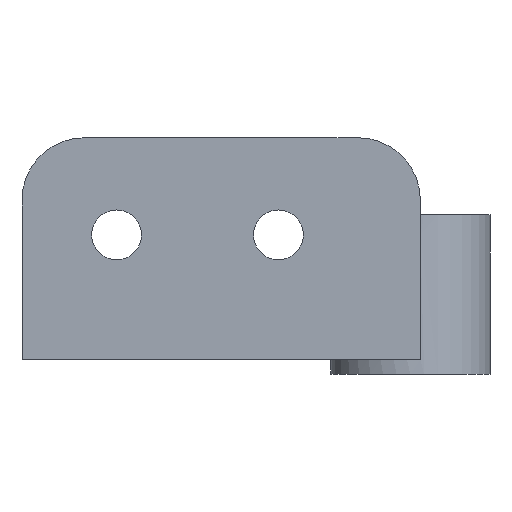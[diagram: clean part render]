
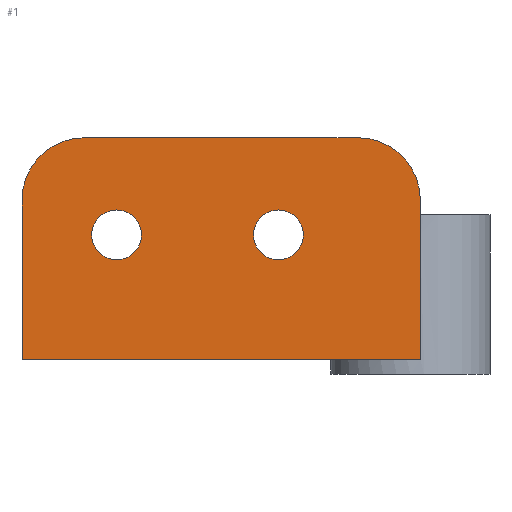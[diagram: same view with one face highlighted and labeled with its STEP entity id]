
A CAD part, front view. The second image highlights one B-rep face of the part: STEP entity #1.
In plain terms, the highlighted planar face has unit normal (0, -1, 0).
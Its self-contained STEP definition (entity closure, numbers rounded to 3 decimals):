
#1 = ADVANCED_FACE ( 'NONE', ( #465, #33, #106 ), #803, .T. ) ;
#2 = ORIENTED_EDGE ( 'NONE', *, *, #583, .T. ) ;
#21 = ORIENTED_EDGE ( 'NONE', *, *, #108, .T. ) ;
#22 = VECTOR ( 'NONE', #654, 1000. ) ;
#24 = ORIENTED_EDGE ( 'NONE', *, *, #636, .F. ) ;
#32 = CARTESIAN_POINT ( 'NONE',  ( 103., 0., -39. ) ) ;
#33 = FACE_OUTER_BOUND ( 'NONE', #608, .T. ) ;
#42 = CIRCLE ( 'NONE', #309, 10. ) ;
#44 = VERTEX_POINT ( 'NONE', #614 ) ;
#65 = DIRECTION ( 'NONE',  ( 0., -1., 0. ) ) ;
#71 = ORIENTED_EDGE ( 'NONE', *, *, #559, .T. ) ;
#72 = CARTESIAN_POINT ( 'NONE',  ( 103., 0., -49. ) ) ;
#74 = CARTESIAN_POINT ( 'NONE',  ( 160., 0., -25. ) ) ;
#81 = ORIENTED_EDGE ( 'NONE', *, *, #222, .T. ) ;
#83 = DIRECTION ( 'NONE',  ( 0., 0., 1. ) ) ;
#87 = VERTEX_POINT ( 'NONE', #72 ) ;
#89 = DIRECTION ( 'NONE',  ( 0., 1., 0. ) ) ;
#93 = CARTESIAN_POINT ( 'NONE',  ( 25., 0., -25. ) ) ;
#106 = FACE_BOUND ( 'NONE', #828, .T. ) ;
#108 = EDGE_CURVE ( 'NONE', #365, #451, #766, .T. ) ;
#111 = VERTEX_POINT ( 'NONE', #74 ) ;
#126 = CARTESIAN_POINT ( 'NONE',  ( 25., 0., 0. ) ) ;
#136 = DIRECTION ( 'NONE',  ( 0., 0., -1. ) ) ;
#140 = CIRCLE ( 'NONE', #687, 25. ) ;
#148 = DIRECTION ( 'NONE',  ( 0., 0., 1. ) ) ;
#156 = DIRECTION ( 'NONE',  ( 0., -1., 0. ) ) ;
#162 = CIRCLE ( 'NONE', #640, 10. ) ;
#167 = DIRECTION ( 'NONE',  ( 0., 0., 1. ) ) ;
#188 = CARTESIAN_POINT ( 'NONE',  ( 25., 0., 0. ) ) ;
#193 = ORIENTED_EDGE ( 'NONE', *, *, #854, .T. ) ;
#195 = CARTESIAN_POINT ( 'NONE',  ( 160., 0., -89. ) ) ;
#215 = DIRECTION ( 'NONE',  ( 0., 1., 0. ) ) ;
#222 = EDGE_CURVE ( 'NONE', #815, #590, #140, .T. ) ;
#229 = LINE ( 'NONE', #860, #22 ) ;
#234 = DIRECTION ( 'NONE',  ( 0., 0., -1. ) ) ;
#242 = DIRECTION ( 'NONE',  ( 0., 1., 0. ) ) ;
#262 = EDGE_CURVE ( 'NONE', #773, #87, #162, .T. ) ;
#289 = CARTESIAN_POINT ( 'NONE',  ( 160., 0., -89. ) ) ;
#308 = CARTESIAN_POINT ( 'NONE',  ( 135., 0., -25. ) ) ;
#309 = AXIS2_PLACEMENT_3D ( 'NONE', #509, #844, #167 ) ;
#330 = CARTESIAN_POINT ( 'NONE',  ( 103., 0., -29. ) ) ;
#333 = VECTOR ( 'NONE', #234, 1000. ) ;
#350 = ORIENTED_EDGE ( 'NONE', *, *, #494, .T. ) ;
#362 = CARTESIAN_POINT ( 'NONE',  ( 38., 0., -29. ) ) ;
#365 = VERTEX_POINT ( 'NONE', #362 ) ;
#371 = DIRECTION ( 'NONE',  ( 0., 0., 1. ) ) ;
#375 = CARTESIAN_POINT ( 'NONE',  ( 0., 0., -25. ) ) ;
#385 = ORIENTED_EDGE ( 'NONE', *, *, #389, .T. ) ;
#389 = EDGE_CURVE ( 'NONE', #451, #365, #552, .T. ) ;
#414 = VERTEX_POINT ( 'NONE', #289 ) ;
#433 = LINE ( 'NONE', #188, #616 ) ;
#451 = VERTEX_POINT ( 'NONE', #495 ) ;
#465 = FACE_BOUND ( 'NONE', #804, .T. ) ;
#473 = ORIENTED_EDGE ( 'NONE', *, *, #262, .T. ) ;
#492 = CARTESIAN_POINT ( 'NONE',  ( 38., 0., -39. ) ) ;
#494 = EDGE_CURVE ( 'NONE', #590, #44, #568, .T. ) ;
#495 = CARTESIAN_POINT ( 'NONE',  ( 38., 0., -49. ) ) ;
#509 = CARTESIAN_POINT ( 'NONE',  ( 103., 0., -39. ) ) ;
#516 = DIRECTION ( 'NONE',  ( 0., -1., 0. ) ) ;
#552 = CIRCLE ( 'NONE', #852, 10. ) ;
#557 = AXIS2_PLACEMENT_3D ( 'NONE', #308, #516, #848 ) ;
#559 = EDGE_CURVE ( 'NONE', #87, #773, #42, .T. ) ;
#568 = LINE ( 'NONE', #375, #333 ) ;
#580 = VERTEX_POINT ( 'NONE', #644 ) ;
#583 = EDGE_CURVE ( 'NONE', #111, #580, #650, .T. ) ;
#590 = VERTEX_POINT ( 'NONE', #770 ) ;
#608 = EDGE_LOOP ( 'NONE', ( #193, #2, #666, #81, #350, #24 ) ) ;
#614 = CARTESIAN_POINT ( 'NONE',  ( 0., 0., -89. ) ) ;
#616 = VECTOR ( 'NONE', #728, 1000. ) ;
#635 = DIRECTION ( 'NONE',  ( 0., 0., -1. ) ) ;
#636 = EDGE_CURVE ( 'NONE', #414, #44, #229, .T. ) ;
#639 = VECTOR ( 'NONE', #665, 1000. ) ;
#640 = AXIS2_PLACEMENT_3D ( 'NONE', #32, #242, #371 ) ;
#644 = CARTESIAN_POINT ( 'NONE',  ( 135., 0., 0. ) ) ;
#645 = AXIS2_PLACEMENT_3D ( 'NONE', #820, #215, #83 ) ;
#650 = CIRCLE ( 'NONE', #557, 25. ) ;
#654 = DIRECTION ( 'NONE',  ( -1., 0., 0. ) ) ;
#665 = DIRECTION ( 'NONE',  ( 0., 0., 1. ) ) ;
#666 = ORIENTED_EDGE ( 'NONE', *, *, #767, .F. ) ;
#687 = AXIS2_PLACEMENT_3D ( 'NONE', #93, #156, #635 ) ;
#700 = LINE ( 'NONE', #195, #639 ) ;
#728 = DIRECTION ( 'NONE',  ( 1., 0., 0. ) ) ;
#736 = CARTESIAN_POINT ( 'NONE',  ( 135., 0., -25. ) ) ;
#746 = AXIS2_PLACEMENT_3D ( 'NONE', #736, #65, #136 ) ;
#766 = CIRCLE ( 'NONE', #645, 10. ) ;
#767 = EDGE_CURVE ( 'NONE', #815, #580, #433, .T. ) ;
#770 = CARTESIAN_POINT ( 'NONE',  ( 0., 0., -25. ) ) ;
#773 = VERTEX_POINT ( 'NONE', #330 ) ;
#803 = PLANE ( 'NONE',  #746 ) ;
#804 = EDGE_LOOP ( 'NONE', ( #21, #385 ) ) ;
#815 = VERTEX_POINT ( 'NONE', #126 ) ;
#820 = CARTESIAN_POINT ( 'NONE',  ( 38., 0., -39. ) ) ;
#828 = EDGE_LOOP ( 'NONE', ( #473, #71 ) ) ;
#844 = DIRECTION ( 'NONE',  ( 0., 1., 0. ) ) ;
#848 = DIRECTION ( 'NONE',  ( 0., 0., -1. ) ) ;
#852 = AXIS2_PLACEMENT_3D ( 'NONE', #492, #89, #148 ) ;
#854 = EDGE_CURVE ( 'NONE', #414, #111, #700, .T. ) ;
#860 = CARTESIAN_POINT ( 'NONE',  ( 160., 0., -89. ) ) ;
